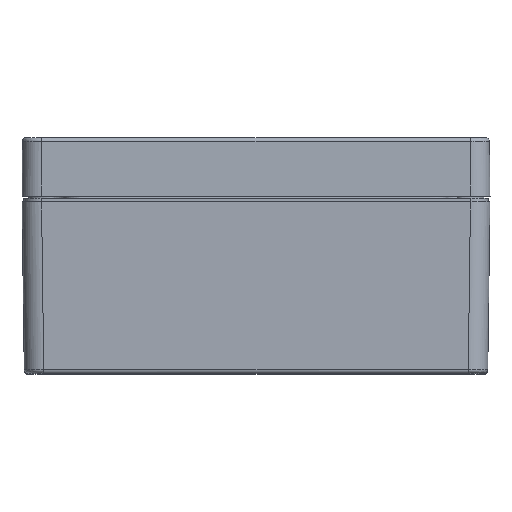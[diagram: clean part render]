
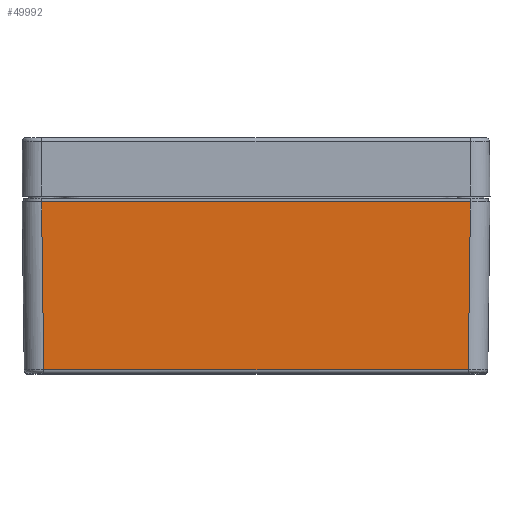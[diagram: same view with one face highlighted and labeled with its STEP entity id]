
A CAD part, top view. The second image highlights one B-rep face of the part: STEP entity #49992.
In plain terms, the highlighted planar face has unit normal (0, -0.013, 1).
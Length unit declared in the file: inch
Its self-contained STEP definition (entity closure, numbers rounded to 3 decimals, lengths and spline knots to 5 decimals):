
#502 = ORIENTED_EDGE ( 'NONE', *, *, #14372, .F. ) ;
#2423 = ORIENTED_EDGE ( 'NONE', *, *, #50083, .T. ) ;
#4620 = PLANE ( 'NONE',  #38534 ) ;
#6193 = EDGE_LOOP ( 'NONE', ( #502, #2423, #21665, #18081 ) ) ;
#6503 = LINE ( 'NONE', #14276, #6789 ) ;
#6789 = VECTOR ( 'NONE', #46860, 39.37008 ) ;
#7443 = VERTEX_POINT ( 'NONE', #31919 ) ;
#11910 = CARTESIAN_POINT ( 'NONE',  ( 4.00395, -1.7328, 4.2243 ) ) ;
#14003 = CARTESIAN_POINT ( 'NONE',  ( 4.02612, -0.03937, 4.24647 ) ) ;
#14183 = DIRECTION ( 'NONE',  ( 0.013, -1., -0.013 ) ) ;
#14276 = CARTESIAN_POINT ( 'NONE',  ( 4.00395, -1.7328, 4.2243 ) ) ;
#14372 = EDGE_CURVE ( 'NONE', #42404, #16381, #23802, .T. ) ;
#15690 = EDGE_CURVE ( 'NONE', #39656, #7443, #51380, .T. ) ;
#16381 = VERTEX_POINT ( 'NONE', #22066 ) ;
#17252 = VECTOR ( 'NONE', #38170, 39.37008 ) ;
#17802 = FACE_OUTER_BOUND ( 'NONE', #6193, .T. ) ;
#17992 = CARTESIAN_POINT ( 'NONE',  ( -0.50095, -0.03937, 4.24647 ) ) ;
#18081 = ORIENTED_EDGE ( 'NONE', *, *, #36070, .T. ) ;
#18499 = CARTESIAN_POINT ( 'NONE',  ( -0.3036, -0.03937, 4.24647 ) ) ;
#19805 = DIRECTION ( 'NONE',  ( -1., 0., 0. ) ) ;
#21665 = ORIENTED_EDGE ( 'NONE', *, *, #15690, .T. ) ;
#22066 = CARTESIAN_POINT ( 'NONE',  ( -0.28143, -1.7328, 4.2243 ) ) ;
#23802 = LINE ( 'NONE', #52932, #40528 ) ;
#25082 = CARTESIAN_POINT ( 'NONE',  ( -0.50095, 0., 4.24698 ) ) ;
#31397 = LINE ( 'NONE', #18499, #36798 ) ;
#31919 = CARTESIAN_POINT ( 'NONE',  ( -0.3036, -0.03937, 4.24647 ) ) ;
#33676 = DIRECTION ( 'NONE',  ( 0., -0.013, 1. ) ) ;
#34194 = DIRECTION ( 'NONE',  ( 0., -1., -0.013 ) ) ;
#36070 = EDGE_CURVE ( 'NONE', #7443, #16381, #31397, .T. ) ;
#36798 = VECTOR ( 'NONE', #14183, 39.37008 ) ;
#38170 = DIRECTION ( 'NONE',  ( -1., 0., 0. ) ) ;
#38534 = AXIS2_PLACEMENT_3D ( 'NONE', #25082, #33676, #34194 ) ;
#39656 = VERTEX_POINT ( 'NONE', #14003 ) ;
#40528 = VECTOR ( 'NONE', #19805, 39.37008 ) ;
#42404 = VERTEX_POINT ( 'NONE', #11910 ) ;
#46860 = DIRECTION ( 'NONE',  ( 0.013, 1., 0.013 ) ) ;
#49992 = ADVANCED_FACE ( 'NONE', ( #17802 ), #4620, .T. ) ;
#50083 = EDGE_CURVE ( 'NONE', #42404, #39656, #6503, .T. ) ;
#51380 = LINE ( 'NONE', #17992, #17252 ) ;
#52932 = CARTESIAN_POINT ( 'NONE',  ( 0.68016, -1.7328, 4.2243 ) ) ;
